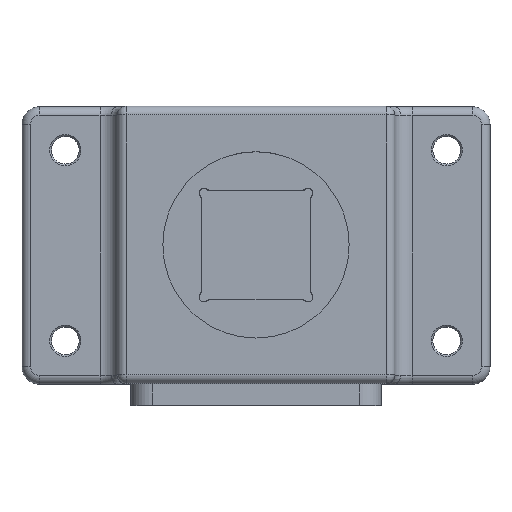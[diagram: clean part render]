
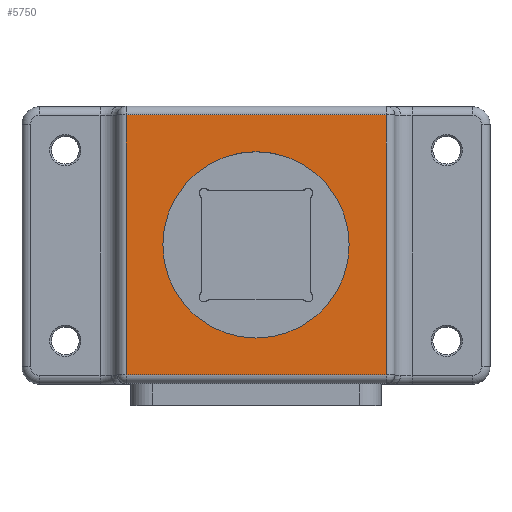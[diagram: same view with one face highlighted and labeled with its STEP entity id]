
A CAD part, top view. The second image highlights one B-rep face of the part: STEP entity #5750.
In plain terms, the highlighted planar face has unit normal (0, 0, 1).
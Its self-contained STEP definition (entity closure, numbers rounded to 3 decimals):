
#2423 = VERTEX_POINT('',#2424);
#2424 = CARTESIAN_POINT('',(15.,15.,43.5));
#2431 = EDGE_CURVE('',#2423,#2432,#2434,.T.);
#2432 = VERTEX_POINT('',#2433);
#2433 = CARTESIAN_POINT('',(15.,-15.,43.5));
#2434 = LINE('',#2435,#2436);
#2435 = CARTESIAN_POINT('',(15.,16.,43.5));
#2436 = VECTOR('',#2437,1.);
#2437 = DIRECTION('',(0.,-1.,0.));
#5750 = ADVANCED_FACE('',(#5751,#5776),#5787,.T.);
#5751 = FACE_BOUND('',#5752,.T.);
#5752 = EDGE_LOOP('',(#5753,#5754,#5762,#5770));
#5753 = ORIENTED_EDGE('',*,*,#2431,.F.);
#5754 = ORIENTED_EDGE('',*,*,#5755,.F.);
#5755 = EDGE_CURVE('',#5756,#2423,#5758,.T.);
#5756 = VERTEX_POINT('',#5757);
#5757 = CARTESIAN_POINT('',(-15.,15.,43.5));
#5758 = LINE('',#5759,#5760);
#5759 = CARTESIAN_POINT('',(-16.,15.,43.5));
#5760 = VECTOR('',#5761,1.);
#5761 = DIRECTION('',(1.,0.,0.));
#5762 = ORIENTED_EDGE('',*,*,#5763,.F.);
#5763 = EDGE_CURVE('',#5764,#5756,#5766,.T.);
#5764 = VERTEX_POINT('',#5765);
#5765 = CARTESIAN_POINT('',(-15.,-15.,43.5));
#5766 = LINE('',#5767,#5768);
#5767 = CARTESIAN_POINT('',(-15.,-16.,43.5));
#5768 = VECTOR('',#5769,1.);
#5769 = DIRECTION('',(0.,1.,0.));
#5770 = ORIENTED_EDGE('',*,*,#5771,.F.);
#5771 = EDGE_CURVE('',#2432,#5764,#5772,.T.);
#5772 = LINE('',#5773,#5774);
#5773 = CARTESIAN_POINT('',(16.,-15.,43.5));
#5774 = VECTOR('',#5775,1.);
#5775 = DIRECTION('',(-1.,0.,0.));
#5776 = FACE_BOUND('',#5777,.T.);
#5777 = EDGE_LOOP('',(#5778));
#5778 = ORIENTED_EDGE('',*,*,#5779,.F.);
#5779 = EDGE_CURVE('',#5780,#5780,#5782,.T.);
#5780 = VERTEX_POINT('',#5781);
#5781 = CARTESIAN_POINT('',(10.75,0.,43.5));
#5782 = CIRCLE('',#5783,10.75);
#5783 = AXIS2_PLACEMENT_3D('',#5784,#5785,#5786);
#5784 = CARTESIAN_POINT('',(0.,0.,43.5));
#5785 = DIRECTION('',(0.,0.,1.));
#5786 = DIRECTION('',(1.,0.,0.));
#5787 = PLANE('',#5788);
#5788 = AXIS2_PLACEMENT_3D('',#5789,#5790,#5791);
#5789 = CARTESIAN_POINT('',(0.,0.,43.5));
#5790 = DIRECTION('',(0.,0.,1.));
#5791 = DIRECTION('',(1.,0.,0.));
